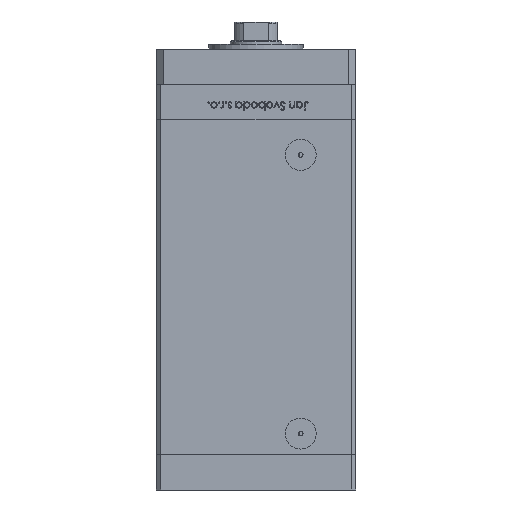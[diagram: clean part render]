
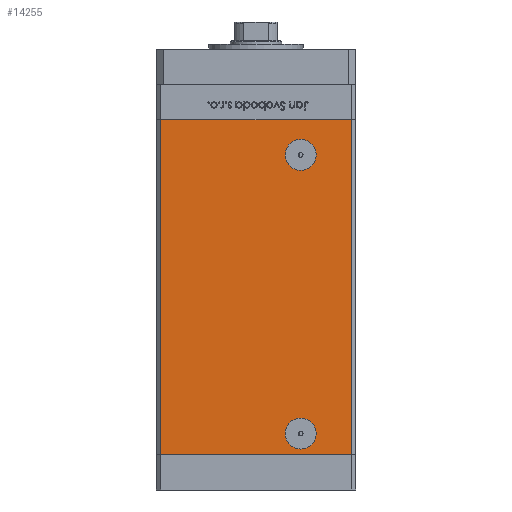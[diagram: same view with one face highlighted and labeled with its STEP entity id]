
A CAD part, front view. The second image highlights one B-rep face of the part: STEP entity #14255.
In plain terms, the highlighted planar face has unit normal (0, -1, 0).
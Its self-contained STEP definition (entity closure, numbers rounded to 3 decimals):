
#431 = EDGE_CURVE ( 'NONE', #4419, #9168, #49013, .T. ) ;
#1261 = CARTESIAN_POINT ( 'NONE',  ( 19., -37.5, 127.5 ) ) ;
#2447 = ORIENTED_EDGE ( 'NONE', *, *, #431, .T. ) ;
#3049 = AXIS2_PLACEMENT_3D ( 'NONE', #17168, #44828, #8750 ) ;
#3153 = DIRECTION ( 'NONE',  ( 0., 0., 1. ) ) ;
#3950 = PLANE ( 'NONE',  #29886 ) ;
#4419 = VERTEX_POINT ( 'NONE', #52143 ) ;
#4514 = VERTEX_POINT ( 'NONE', #15267 ) ;
#4647 = ORIENTED_EDGE ( 'NONE', *, *, #25180, .T. ) ;
#5598 = DIRECTION ( 'NONE',  ( 0., 1., 0. ) ) ;
#5653 = VERTEX_POINT ( 'NONE', #43058 ) ;
#6453 = CARTESIAN_POINT ( 'NONE',  ( 40.5, -37.5, 142.5 ) ) ;
#6599 = VERTEX_POINT ( 'NONE', #40739 ) ;
#7102 = CARTESIAN_POINT ( 'NONE',  ( -40.5, -37.5, 142.5 ) ) ;
#7237 = ORIENTED_EDGE ( 'NONE', *, *, #21244, .T. ) ;
#8750 = DIRECTION ( 'NONE',  ( 0., 0., -1. ) ) ;
#9130 = CIRCLE ( 'NONE', #3049, 6.58 ) ;
#9168 = VERTEX_POINT ( 'NONE', #42031 ) ;
#10324 = VECTOR ( 'NONE', #26919, 1000. ) ;
#10665 = DIRECTION ( 'NONE',  ( 0., 0., -1. ) ) ;
#10849 = ORIENTED_EDGE ( 'NONE', *, *, #53007, .T. ) ;
#11789 = CARTESIAN_POINT ( 'NONE',  ( 19., -37.5, 120.92 ) ) ;
#11869 = CARTESIAN_POINT ( 'NONE',  ( -40.5, -37.5, 142.5 ) ) ;
#12357 = FACE_BOUND ( 'NONE', #17320, .T. ) ;
#14255 = ADVANCED_FACE ( 'NONE', ( #53043, #24840, #12357 ), #3950, .F. ) ;
#15267 = CARTESIAN_POINT ( 'NONE',  ( 19., -37.5, 134.08 ) ) ;
#15525 = VERTEX_POINT ( 'NONE', #32089 ) ;
#17058 = ORIENTED_EDGE ( 'NONE', *, *, #46394, .F. ) ;
#17168 = CARTESIAN_POINT ( 'NONE',  ( 19., -37.5, 127.5 ) ) ;
#17320 = EDGE_LOOP ( 'NONE', ( #4647, #10849 ) ) ;
#20549 = AXIS2_PLACEMENT_3D ( 'NONE', #1261, #5598, #26754 ) ;
#20746 = CARTESIAN_POINT ( 'NONE',  ( 19., -37.5, 9. ) ) ;
#21244 = EDGE_CURVE ( 'NONE', #9168, #15525, #45679, .T. ) ;
#23002 = DIRECTION ( 'NONE',  ( 0., 0., -1. ) ) ;
#23158 = CARTESIAN_POINT ( 'NONE',  ( 19., -37.5, 9. ) ) ;
#24840 = FACE_OUTER_BOUND ( 'NONE', #46049, .T. ) ;
#25085 = CARTESIAN_POINT ( 'NONE',  ( -40.5, -37.5, 0. ) ) ;
#25180 = EDGE_CURVE ( 'NONE', #37807, #4514, #52605, .T. ) ;
#26754 = DIRECTION ( 'NONE',  ( 0., 0., -1. ) ) ;
#26919 = DIRECTION ( 'NONE',  ( 1., 0., 0. ) ) ;
#27992 = EDGE_LOOP ( 'NONE', ( #17058, #33299 ) ) ;
#29225 = EDGE_CURVE ( 'NONE', #4419, #52251, #39907, .T. ) ;
#29796 = CIRCLE ( 'NONE', #45389, 6.58 ) ;
#29886 = AXIS2_PLACEMENT_3D ( 'NONE', #45429, #41362, #3153 ) ;
#31703 = EDGE_CURVE ( 'NONE', #52251, #15525, #35175, .T. ) ;
#32089 = CARTESIAN_POINT ( 'NONE',  ( 40.5, -37.5, 0. ) ) ;
#32851 = EDGE_CURVE ( 'NONE', #5653, #6599, #34537, .T. ) ;
#33299 = ORIENTED_EDGE ( 'NONE', *, *, #32851, .F. ) ;
#33429 = VECTOR ( 'NONE', #41600, 1000. ) ;
#34537 = CIRCLE ( 'NONE', #38026, 6.58 ) ;
#35175 = LINE ( 'NONE', #6453, #52716 ) ;
#36716 = DIRECTION ( 'NONE',  ( 0., 0., -1. ) ) ;
#37807 = VERTEX_POINT ( 'NONE', #11789 ) ;
#38026 = AXIS2_PLACEMENT_3D ( 'NONE', #20746, #48666, #36716 ) ;
#38178 = ORIENTED_EDGE ( 'NONE', *, *, #29225, .F. ) ;
#39907 = LINE ( 'NONE', #7102, #10324 ) ;
#40114 = ORIENTED_EDGE ( 'NONE', *, *, #31703, .F. ) ;
#40597 = DIRECTION ( 'NONE',  ( 0., 0., -1. ) ) ;
#40739 = CARTESIAN_POINT ( 'NONE',  ( 19., -37.5, 2.42 ) ) ;
#41362 = DIRECTION ( 'NONE',  ( 0., 1., 0. ) ) ;
#41600 = DIRECTION ( 'NONE',  ( 1., 0., 0. ) ) ;
#42031 = CARTESIAN_POINT ( 'NONE',  ( -40.5, -37.5, 0. ) ) ;
#42740 = VECTOR ( 'NONE', #40597, 1000. ) ;
#43058 = CARTESIAN_POINT ( 'NONE',  ( 19., -37.5, 15.58 ) ) ;
#44828 = DIRECTION ( 'NONE',  ( 0., 1., 0. ) ) ;
#45344 = CARTESIAN_POINT ( 'NONE',  ( 40.5, -37.5, 142.5 ) ) ;
#45389 = AXIS2_PLACEMENT_3D ( 'NONE', #23158, #47278, #10665 ) ;
#45429 = CARTESIAN_POINT ( 'NONE',  ( -40.5, -37.5, 142.5 ) ) ;
#45679 = LINE ( 'NONE', #25085, #33429 ) ;
#46049 = EDGE_LOOP ( 'NONE', ( #7237, #40114, #38178, #2447 ) ) ;
#46394 = EDGE_CURVE ( 'NONE', #6599, #5653, #29796, .T. ) ;
#47278 = DIRECTION ( 'NONE',  ( 0., -1., 0. ) ) ;
#48666 = DIRECTION ( 'NONE',  ( 0., -1., 0. ) ) ;
#49013 = LINE ( 'NONE', #11869, #42740 ) ;
#52143 = CARTESIAN_POINT ( 'NONE',  ( -40.5, -37.5, 142.5 ) ) ;
#52251 = VERTEX_POINT ( 'NONE', #45344 ) ;
#52605 = CIRCLE ( 'NONE', #20549, 6.58 ) ;
#52716 = VECTOR ( 'NONE', #23002, 1000. ) ;
#53007 = EDGE_CURVE ( 'NONE', #4514, #37807, #9130, .T. ) ;
#53043 = FACE_BOUND ( 'NONE', #27992, .T. ) ;
